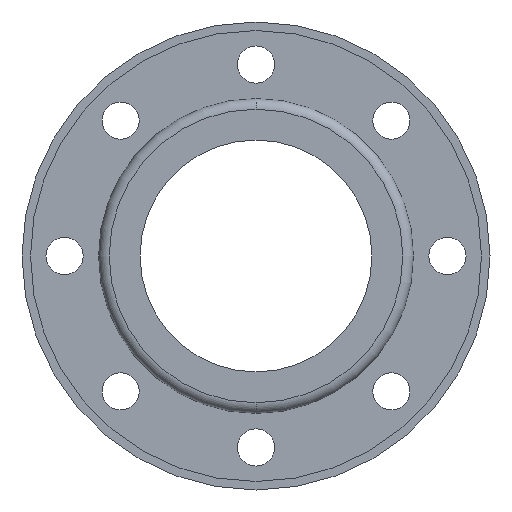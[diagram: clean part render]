
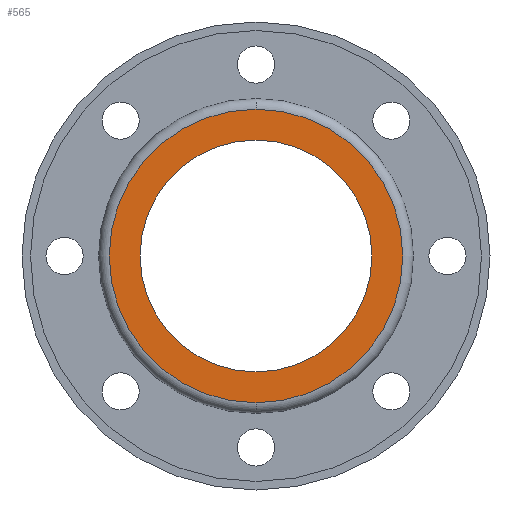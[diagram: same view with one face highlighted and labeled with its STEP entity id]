
A CAD part, front view. The second image highlights one B-rep face of the part: STEP entity #565.
In plain terms, the highlighted planar face has unit normal (0, -1, 0).
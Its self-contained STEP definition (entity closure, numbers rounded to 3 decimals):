
#6 = CIRCLE ( 'NONE', #757, 69. ) ;
#52 = VERTEX_POINT ( 'NONE', #1187 ) ;
#111 = CARTESIAN_POINT ( 'NONE',  ( 0., 0., 54.5 ) ) ;
#127 = EDGE_CURVE ( 'NONE', #869, #1228, #654, .T. ) ;
#129 = EDGE_CURVE ( 'NONE', #52, #1169, #772, .T. ) ;
#148 = FACE_BOUND ( 'NONE', #961, .T. ) ;
#273 = DIRECTION ( 'NONE',  ( 0., 1., 0. ) ) ;
#322 = AXIS2_PLACEMENT_3D ( 'NONE', #713, #1210, #447 ) ;
#355 = PLANE ( 'NONE',  #705 ) ;
#373 = CIRCLE ( 'NONE', #1148, 54.5 ) ;
#425 = ORIENTED_EDGE ( 'NONE', *, *, #661, .F. ) ;
#437 = FACE_OUTER_BOUND ( 'NONE', #655, .T. ) ;
#446 = DIRECTION ( 'NONE',  ( 0., 0., -1. ) ) ;
#447 = DIRECTION ( 'NONE',  ( 0., 0., 1. ) ) ;
#475 = DIRECTION ( 'NONE',  ( 0., 1., 0. ) ) ;
#508 = ORIENTED_EDGE ( 'NONE', *, *, #127, .T. ) ;
#539 = DIRECTION ( 'NONE',  ( 0., -1., 0. ) ) ;
#565 = ADVANCED_FACE ( 'NONE', ( #148, #437 ), #355, .T. ) ;
#654 = CIRCLE ( 'NONE', #322, 54.5 ) ;
#655 = EDGE_LOOP ( 'NONE', ( #425, #1129 ) ) ;
#661 = EDGE_CURVE ( 'NONE', #1169, #52, #6, .T. ) ;
#676 = CARTESIAN_POINT ( 'NONE',  ( 0., 0., 69. ) ) ;
#705 = AXIS2_PLACEMENT_3D ( 'NONE', #1196, #539, #446 ) ;
#713 = CARTESIAN_POINT ( 'NONE',  ( 0., 0., 0. ) ) ;
#725 = DIRECTION ( 'NONE',  ( 0., 1., 0. ) ) ;
#757 = AXIS2_PLACEMENT_3D ( 'NONE', #944, #273, #830 ) ;
#772 = CIRCLE ( 'NONE', #939, 69. ) ;
#828 = CARTESIAN_POINT ( 'NONE',  ( 0., 0., 0. ) ) ;
#830 = DIRECTION ( 'NONE',  ( 0., 0., 1. ) ) ;
#869 = VERTEX_POINT ( 'NONE', #111 ) ;
#884 = CARTESIAN_POINT ( 'NONE',  ( 0., 0., -54.5 ) ) ;
#927 = CARTESIAN_POINT ( 'NONE',  ( 0., 0., 0. ) ) ;
#939 = AXIS2_PLACEMENT_3D ( 'NONE', #927, #725, #1008 ) ;
#944 = CARTESIAN_POINT ( 'NONE',  ( 0., 0., 0. ) ) ;
#947 = DIRECTION ( 'NONE',  ( 0., 0., 1. ) ) ;
#961 = EDGE_LOOP ( 'NONE', ( #508, #1075 ) ) ;
#1008 = DIRECTION ( 'NONE',  ( 0., 0., 1. ) ) ;
#1075 = ORIENTED_EDGE ( 'NONE', *, *, #1149, .T. ) ;
#1129 = ORIENTED_EDGE ( 'NONE', *, *, #129, .F. ) ;
#1148 = AXIS2_PLACEMENT_3D ( 'NONE', #828, #475, #947 ) ;
#1149 = EDGE_CURVE ( 'NONE', #1228, #869, #373, .T. ) ;
#1169 = VERTEX_POINT ( 'NONE', #676 ) ;
#1187 = CARTESIAN_POINT ( 'NONE',  ( 0., 0., -69. ) ) ;
#1196 = CARTESIAN_POINT ( 'NONE',  ( -69., 0., 0. ) ) ;
#1210 = DIRECTION ( 'NONE',  ( 0., 1., 0. ) ) ;
#1228 = VERTEX_POINT ( 'NONE', #884 ) ;
